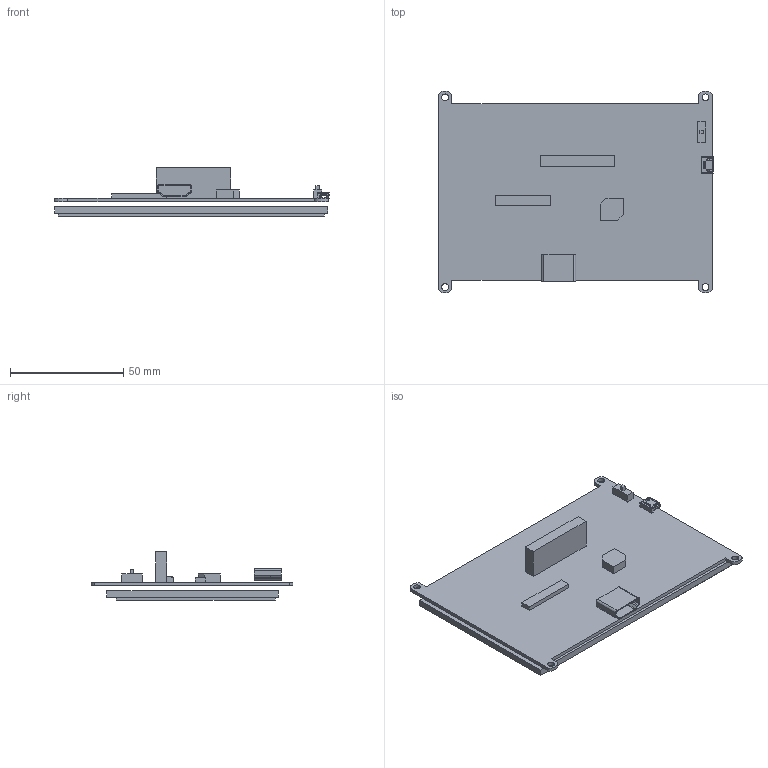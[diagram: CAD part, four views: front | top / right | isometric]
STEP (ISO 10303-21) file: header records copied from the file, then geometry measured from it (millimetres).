
FILE_DESCRIPTION((''),'2;1');
FILE_NAME('Y14-2','2019-11-12T',('Administrator'),(''),'PRO/ENGINEER BY PARAMETRIC TECHNOLOGY CORPORATION, 2001280','PRO/ENGINEER BY PARAMETRIC TECHNOLOGY CORPORATION, 2001280','');
FILE_SCHEMA(('CONFIG_CONTROL_DESIGN'));
Length unit declared in the file: millimetre
Products named in the file (1): Y14-2
Bounding box: 121.8 x 89.32 x 21.4 mm (x, y, z)
Volume: 56209.3 mm3; surface area: 42179.1 mm2
Topology: 3 solids, 3 shells, 606 faces, 1687 edges, 1100 vertices
Faces by surface type: plane 420, cylinder 182, bspline 4
Entity records: 19673 total; most frequent: CARTESIAN_POINT 3932, ORIENTED_EDGE 3366, DIRECTION 3153, EDGE_CURVE 1683, VECTOR 1263, LINE 1263, VERTEX_POINT 1100, AXIS2_PLACEMENT_3D 945
